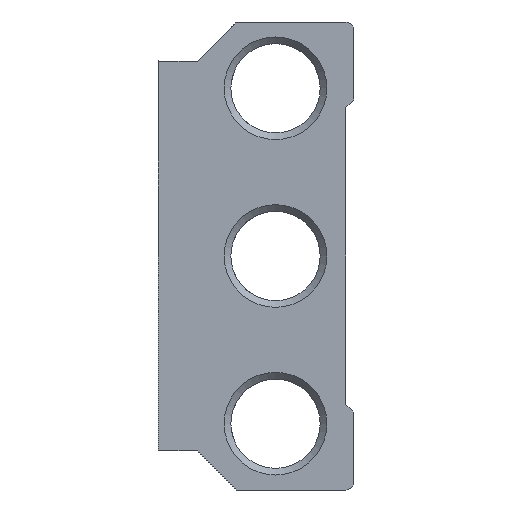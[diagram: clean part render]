
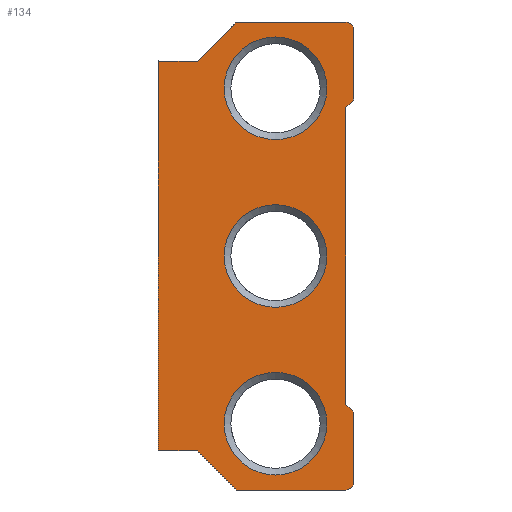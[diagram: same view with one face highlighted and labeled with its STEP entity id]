
A CAD part, left-side view. The second image highlights one B-rep face of the part: STEP entity #134.
In plain terms, the highlighted planar face has unit normal (-1, 0, 0).
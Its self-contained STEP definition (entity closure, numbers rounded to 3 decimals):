
#134 = ADVANCED_FACE( '', ( #404, #405, #406, #407 ), #408, .F. );
#404 = FACE_BOUND( '', #769, .T. );
#405 = FACE_BOUND( '', #770, .T. );
#406 = FACE_BOUND( '', #771, .T. );
#407 = FACE_OUTER_BOUND( '', #772, .T. );
#408 = PLANE( '', #773 );
#769 = EDGE_LOOP( '', ( #1362 ) );
#770 = EDGE_LOOP( '', ( #1363 ) );
#771 = EDGE_LOOP( '', ( #1364 ) );
#772 = EDGE_LOOP( '', ( #1365, #1366, #1367, #1368, #1369, #1370, #1371, #1372, #1373, #1374, #1375, #1376, #1377, #1378 ) );
#773 = AXIS2_PLACEMENT_3D( '', #1379, #1380, #1381 );
#1362 = ORIENTED_EDGE( '', *, *, #1790, .T. );
#1363 = ORIENTED_EDGE( '', *, *, #1792, .T. );
#1364 = ORIENTED_EDGE( '', *, *, #1880, .T. );
#1365 = ORIENTED_EDGE( '', *, *, #1849, .F. );
#1366 = ORIENTED_EDGE( '', *, *, #1878, .F. );
#1367 = ORIENTED_EDGE( '', *, *, #1838, .F. );
#1368 = ORIENTED_EDGE( '', *, *, #1876, .F. );
#1369 = ORIENTED_EDGE( '', *, *, #1873, .F. );
#1370 = ORIENTED_EDGE( '', *, *, #1870, .F. );
#1371 = ORIENTED_EDGE( '', *, *, #1867, .F. );
#1372 = ORIENTED_EDGE( '', *, *, #1864, .F. );
#1373 = ORIENTED_EDGE( '', *, *, #1861, .F. );
#1374 = ORIENTED_EDGE( '', *, *, #1858, .F. );
#1375 = ORIENTED_EDGE( '', *, *, #1855, .F. );
#1376 = ORIENTED_EDGE( '', *, *, #1852, .F. );
#1377 = ORIENTED_EDGE( '', *, *, #1846, .F. );
#1378 = ORIENTED_EDGE( '', *, *, #1842, .F. );
#1379 = CARTESIAN_POINT( '', ( 0., -24., 29. ) );
#1380 = DIRECTION( '', ( 1., 0., 0. ) );
#1381 = DIRECTION( '', ( 0., 0., -1. ) );
#1790 = EDGE_CURVE( '', #2073, #2073, #2074, .T. );
#1792 = EDGE_CURVE( '', #2077, #2077, #2078, .T. );
#1838 = EDGE_CURVE( '', #2168, #2169, #2170, .T. );
#1842 = EDGE_CURVE( '', #2176, #2177, #2178, .T. );
#1846 = EDGE_CURVE( '', #2177, #2184, #2185, .T. );
#1849 = EDGE_CURVE( '', #2189, #2176, #2190, .T. );
#1852 = EDGE_CURVE( '', #2184, #2194, #2195, .T. );
#1855 = EDGE_CURVE( '', #2194, #2199, #2200, .T. );
#1858 = EDGE_CURVE( '', #2199, #2204, #2205, .T. );
#1861 = EDGE_CURVE( '', #2204, #2209, #2210, .T. );
#1864 = EDGE_CURVE( '', #2209, #2214, #2215, .T. );
#1867 = EDGE_CURVE( '', #2214, #2219, #2220, .T. );
#1870 = EDGE_CURVE( '', #2219, #2224, #2225, .T. );
#1873 = EDGE_CURVE( '', #2224, #2229, #2230, .T. );
#1876 = EDGE_CURVE( '', #2229, #2168, #2234, .T. );
#1878 = EDGE_CURVE( '', #2169, #2189, #2236, .T. );
#1880 = EDGE_CURVE( '', #2238, #2238, #2239, .T. );
#2073 = VERTEX_POINT( '', #3894 );
#2074 = CIRCLE( '', #3895, 6.579 );
#2077 = VERTEX_POINT( '', #3898 );
#2078 = CIRCLE( '', #3899, 6.579 );
#2168 = VERTEX_POINT( '', #3990 );
#2169 = VERTEX_POINT( '', #3991 );
#2170 = LINE( '', #3992, #3993 );
#2176 = VERTEX_POINT( '', #4002 );
#2177 = VERTEX_POINT( '', #4003 );
#2178 = LINE( '', #4004, #4005 );
#2184 = VERTEX_POINT( '', #4014 );
#2185 = CIRCLE( '', #4015, 1. );
#2189 = VERTEX_POINT( '', #4020 );
#2190 = LINE( '', #4021, #4022 );
#2194 = VERTEX_POINT( '', #4028 );
#2195 = LINE( '', #4029, #4030 );
#2199 = VERTEX_POINT( '', #4036 );
#2200 = LINE( '', #4037, #4038 );
#2204 = VERTEX_POINT( '', #4044 );
#2205 = LINE( '', #4045, #4046 );
#2209 = VERTEX_POINT( '', #4052 );
#2210 = LINE( '', #4053, #4054 );
#2214 = VERTEX_POINT( '', #4060 );
#2215 = LINE( '', #4061, #4062 );
#2219 = VERTEX_POINT( '', #4068 );
#2220 = CIRCLE( '', #4069, 1. );
#2224 = VERTEX_POINT( '', #4074 );
#2225 = LINE( '', #4075, #4076 );
#2229 = VERTEX_POINT( '', #4082 );
#2230 = LINE( '', #4083, #4084 );
#2234 = LINE( '', #4090, #4091 );
#2236 = LINE( '', #4094, #4095 );
#2238 = VERTEX_POINT( '', #4098 );
#2239 = CIRCLE( '', #4099, 6.579 );
#3894 = CARTESIAN_POINT( '', ( 0., -15., -28.079 ) );
#3895 = AXIS2_PLACEMENT_3D( '', #4678, #4679, #4680 );
#3898 = CARTESIAN_POINT( '', ( 0., -15., 14.922 ) );
#3899 = AXIS2_PLACEMENT_3D( '', #4684, #4685, #4686 );
#3990 = CARTESIAN_POINT( '', ( 0., 0., -25. ) );
#3991 = CARTESIAN_POINT( '', ( 0., 0., 25. ) );
#3992 = CARTESIAN_POINT( '', ( 0., 0., -25. ) );
#3993 = VECTOR( '', #4820, 1000. );
#4002 = CARTESIAN_POINT( '', ( 0., -10., 30. ) );
#4003 = CARTESIAN_POINT( '', ( 0., -24., 30. ) );
#4004 = CARTESIAN_POINT( '', ( 0., -10., 30. ) );
#4005 = VECTOR( '', #4824, 1000. );
#4014 = CARTESIAN_POINT( '', ( 0., -25., 29. ) );
#4015 = AXIS2_PLACEMENT_3D( '', #4828, #4829, #4830 );
#4020 = CARTESIAN_POINT( '', ( 0., -5., 25. ) );
#4021 = CARTESIAN_POINT( '', ( 0., -5., 25. ) );
#4022 = VECTOR( '', #4835, 1000. );
#4028 = CARTESIAN_POINT( '', ( 0., -25., 20. ) );
#4029 = CARTESIAN_POINT( '', ( 0., -25., 29. ) );
#4030 = VECTOR( '', #4838, 1000. );
#4036 = CARTESIAN_POINT( '', ( 0., -24., 19. ) );
#4037 = CARTESIAN_POINT( '', ( 0., -25., 20. ) );
#4038 = VECTOR( '', #4841, 1000. );
#4044 = CARTESIAN_POINT( '', ( 0., -24., -19. ) );
#4045 = CARTESIAN_POINT( '', ( 0., -24., 19. ) );
#4046 = VECTOR( '', #4844, 1000. );
#4052 = CARTESIAN_POINT( '', ( 0., -25., -20. ) );
#4053 = CARTESIAN_POINT( '', ( 0., -24., -19. ) );
#4054 = VECTOR( '', #4847, 1000. );
#4060 = CARTESIAN_POINT( '', ( 0., -25., -29. ) );
#4061 = CARTESIAN_POINT( '', ( 0., -25., -20. ) );
#4062 = VECTOR( '', #4850, 1000. );
#4068 = CARTESIAN_POINT( '', ( 0., -24., -30. ) );
#4069 = AXIS2_PLACEMENT_3D( '', #4853, #4854, #4855 );
#4074 = CARTESIAN_POINT( '', ( 0., -10., -30. ) );
#4075 = CARTESIAN_POINT( '', ( 0., -24., -30. ) );
#4076 = VECTOR( '', #4860, 1000. );
#4082 = CARTESIAN_POINT( '', ( 0., -5., -25. ) );
#4083 = CARTESIAN_POINT( '', ( 0., -10., -30. ) );
#4084 = VECTOR( '', #4863, 1000. );
#4090 = CARTESIAN_POINT( '', ( 0., -5., -25. ) );
#4091 = VECTOR( '', #4866, 1000. );
#4094 = CARTESIAN_POINT( '', ( 0., 0., 25. ) );
#4095 = VECTOR( '', #4868, 1000. );
#4098 = CARTESIAN_POINT( '', ( 0., -15., -6.579 ) );
#4099 = AXIS2_PLACEMENT_3D( '', #4870, #4871, #4872 );
#4678 = CARTESIAN_POINT( '', ( 0., -15., -21.5 ) );
#4679 = DIRECTION( '', ( 1., 0., 0. ) );
#4680 = DIRECTION( '', ( 0., 0., -1. ) );
#4684 = CARTESIAN_POINT( '', ( 0., -15., 21.5 ) );
#4685 = DIRECTION( '', ( 1., 0., 0. ) );
#4686 = DIRECTION( '', ( 0., 0., -1. ) );
#4820 = DIRECTION( '', ( 0., 0., 1. ) );
#4824 = DIRECTION( '', ( 0., -1., 0. ) );
#4828 = CARTESIAN_POINT( '', ( 0., -24., 29. ) );
#4829 = DIRECTION( '', ( 1., 0., 0. ) );
#4830 = DIRECTION( '', ( 0., 0., -1. ) );
#4835 = DIRECTION( '', ( 0., -0.707, 0.707 ) );
#4838 = DIRECTION( '', ( 0., 0., -1. ) );
#4841 = DIRECTION( '', ( 0., 0.707, -0.707 ) );
#4844 = DIRECTION( '', ( 0., 0., -1. ) );
#4847 = DIRECTION( '', ( 0., -0.707, -0.707 ) );
#4850 = DIRECTION( '', ( 0., 0., -1. ) );
#4853 = CARTESIAN_POINT( '', ( 0., -24., -29. ) );
#4854 = DIRECTION( '', ( 1., 0., 0. ) );
#4855 = DIRECTION( '', ( 0., 0., -1. ) );
#4860 = DIRECTION( '', ( 0., 1., 0. ) );
#4863 = DIRECTION( '', ( 0., 0.707, 0.707 ) );
#4866 = DIRECTION( '', ( 0., 1., 0. ) );
#4868 = DIRECTION( '', ( 0., -1., 0. ) );
#4870 = CARTESIAN_POINT( '', ( 0., -15., 0. ) );
#4871 = DIRECTION( '', ( 1., 0., 0. ) );
#4872 = DIRECTION( '', ( 0., 0., -1. ) );
